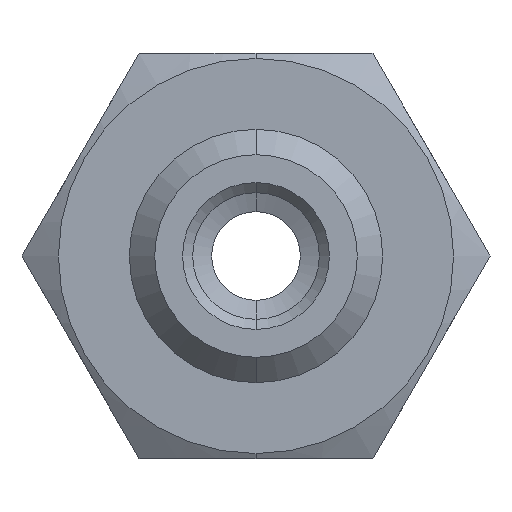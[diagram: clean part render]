
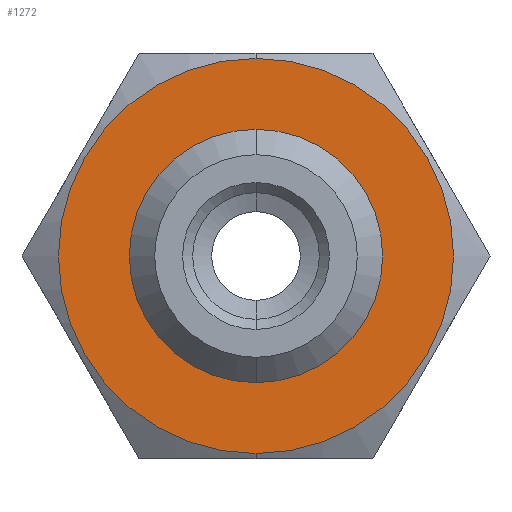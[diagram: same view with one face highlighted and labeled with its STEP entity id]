
A CAD part, front view. The second image highlights one B-rep face of the part: STEP entity #1272.
In plain terms, the highlighted planar face has unit normal (0, -1, 0).
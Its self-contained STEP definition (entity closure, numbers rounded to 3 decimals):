
#37 = DIRECTION ( 'NONE',  ( 0., 0., -1. ) ) ;
#38 = DIRECTION ( 'NONE',  ( 0., -1., 0. ) ) ;
#39 = CARTESIAN_POINT ( 'NONE',  ( 0., 5., 0. ) ) ;
#40 = AXIS2_PLACEMENT_3D ( 'NONE', #39, #38, #37 ) ;
#47 = CIRCLE ( 'NONE', #40, 3.9 ) ;
#68 = CARTESIAN_POINT ( 'NONE',  ( 0., 5., -3.9 ) ) ;
#72 = CARTESIAN_POINT ( 'NONE',  ( 0., 5., 3.9 ) ) ;
#119 = EDGE_LOOP ( 'NONE', ( #120, #160 ) ) ;
#120 = ORIENTED_EDGE ( 'NONE', *, *, #969, .F. ) ;
#123 = CARTESIAN_POINT ( 'NONE',  ( 0., 5., 2.5 ) ) ;
#124 = CARTESIAN_POINT ( 'NONE',  ( 0., 5., -2.5 ) ) ;
#125 = DIRECTION ( 'NONE',  ( 0., 0., -1. ) ) ;
#126 = DIRECTION ( 'NONE',  ( 0., -1., 0. ) ) ;
#148 = CARTESIAN_POINT ( 'NONE',  ( 0., 5., 0. ) ) ;
#149 = AXIS2_PLACEMENT_3D ( 'NONE', #148, #126, #125 ) ;
#152 = CIRCLE ( 'NONE', #149, 2.5 ) ;
#160 = ORIENTED_EDGE ( 'NONE', *, *, #1236, .F. ) ;
#200 = ORIENTED_EDGE ( 'NONE', *, *, #982, .T. ) ;
#534 = DIRECTION ( 'NONE',  ( 0., 0., -1. ) ) ;
#535 = DIRECTION ( 'NONE',  ( 0., -1., 0. ) ) ;
#536 = AXIS2_PLACEMENT_3D ( 'NONE', #541, #535, #534 ) ;
#537 = CIRCLE ( 'NONE', #536, 2.5 ) ;
#541 = CARTESIAN_POINT ( 'NONE',  ( 0., 5., 0. ) ) ;
#702 = DIRECTION ( 'NONE',  ( 0., 0., -1. ) ) ;
#703 = DIRECTION ( 'NONE',  ( 0., -1., 0. ) ) ;
#704 = CARTESIAN_POINT ( 'NONE',  ( 0., 5., 0. ) ) ;
#705 = AXIS2_PLACEMENT_3D ( 'NONE', #704, #703, #702 ) ;
#706 = CIRCLE ( 'NONE', #705, 3.9 ) ;
#804 = AXIS2_PLACEMENT_3D ( 'NONE', #844, #843, #842 ) ;
#805 = PLANE ( 'NONE',  #804 ) ;
#806 = FACE_BOUND ( 'NONE', #119, .T. ) ;
#807 = FACE_OUTER_BOUND ( 'NONE', #1273, .T. ) ;
#842 = DIRECTION ( 'NONE',  ( 0., 0., -1. ) ) ;
#843 = DIRECTION ( 'NONE',  ( 0., -1., 0. ) ) ;
#844 = CARTESIAN_POINT ( 'NONE',  ( 3.9, 5., 0. ) ) ;
#969 = EDGE_CURVE ( 'NONE', #970, #971, #152, .T. ) ;
#970 = VERTEX_POINT ( 'NONE', #124 ) ;
#971 = VERTEX_POINT ( 'NONE', #123 ) ;
#982 = EDGE_CURVE ( 'NONE', #995, #991, #47, .T. ) ;
#991 = VERTEX_POINT ( 'NONE', #72 ) ;
#995 = VERTEX_POINT ( 'NONE', #68 ) ;
#1236 = EDGE_CURVE ( 'NONE', #971, #970, #537, .T. ) ;
#1272 = ADVANCED_FACE ( 'NONE', ( #807, #806 ), #805, .T. ) ;
#1273 = EDGE_LOOP ( 'NONE', ( #1274, #200 ) ) ;
#1274 = ORIENTED_EDGE ( 'NONE', *, *, #1275, .T. ) ;
#1275 = EDGE_CURVE ( 'NONE', #991, #995, #706, .T. ) ;
